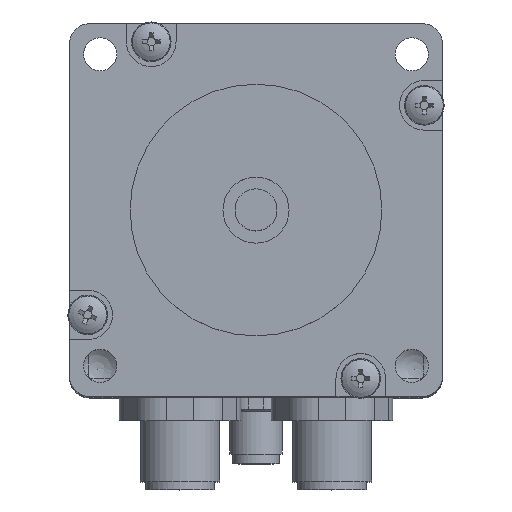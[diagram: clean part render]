
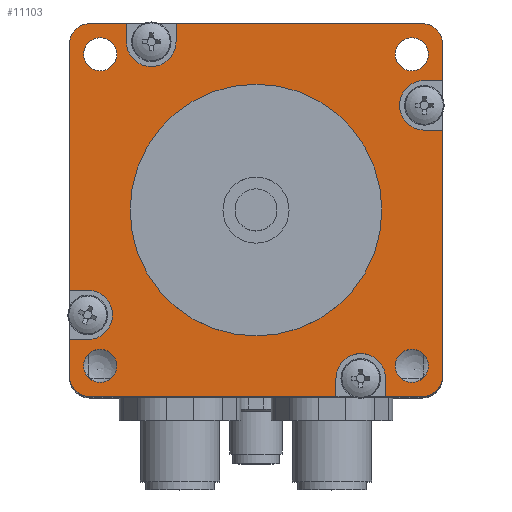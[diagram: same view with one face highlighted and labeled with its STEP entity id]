
A CAD part, top view. The second image highlights one B-rep face of the part: STEP entity #11103.
In plain terms, the highlighted planar face has unit normal (0, 0, 1).
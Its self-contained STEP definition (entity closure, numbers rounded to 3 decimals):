
#286=LINE('',#16887,#1054);
#290=LINE('',#16899,#1058);
#295=LINE('',#16910,#1063);
#299=LINE('',#16922,#1067);
#304=LINE('',#16933,#1072);
#308=LINE('',#16945,#1076);
#311=LINE('',#16951,#1079);
#312=LINE('',#16955,#1080);
#313=LINE('',#16957,#1081);
#314=LINE('',#16961,#1082);
#315=LINE('',#16963,#1083);
#316=LINE('',#16966,#1084);
#317=LINE('',#16968,#1085);
#318=LINE('',#16971,#1086);
#319=LINE('',#16973,#1087);
#320=LINE('',#16976,#1088);
#1054=VECTOR('',#13268,10.);
#1058=VECTOR('',#13280,10.);
#1063=VECTOR('',#13289,10.);
#1067=VECTOR('',#13301,10.);
#1072=VECTOR('',#13310,10.);
#1076=VECTOR('',#13322,10.);
#1079=VECTOR('',#13329,10.);
#1080=VECTOR('',#13332,10.);
#1081=VECTOR('',#13333,10.);
#1082=VECTOR('',#13336,10.);
#1083=VECTOR('',#13337,10.);
#1084=VECTOR('',#13340,10.);
#1085=VECTOR('',#13341,10.);
#1086=VECTOR('',#13344,10.);
#1087=VECTOR('',#13345,10.);
#1088=VECTOR('',#13348,10.);
#1830=PLANE('',#11834);
#2151=FACE_BOUND('',#3125,.T.);
#2152=FACE_BOUND('',#3126,.T.);
#2153=FACE_BOUND('',#3127,.T.);
#2154=FACE_BOUND('',#3128,.T.);
#2155=FACE_BOUND('',#3129,.T.);
#2425=FACE_OUTER_BOUND('',#3124,.T.);
#3124=EDGE_LOOP('',(#7484,#7485,#7486,#7487,#7488,#7489,#7490,#7491,#7492,
#7493,#7494,#7495,#7496,#7497,#7498,#7499,#7500,#7501,#7502,#7503,#7504,
#7505,#7506,#7507));
#3125=EDGE_LOOP('',(#7508));
#3126=EDGE_LOOP('',(#7509));
#3127=EDGE_LOOP('',(#7510));
#3128=EDGE_LOOP('',(#7511));
#3129=EDGE_LOOP('',(#7512));
#4062=CIRCLE('',#11819,3.75);
#4064=CIRCLE('',#11825,3.75);
#4066=CIRCLE('',#11831,3.75);
#4067=CIRCLE('',#11835,3.);
#4068=CIRCLE('',#11836,3.75);
#4069=CIRCLE('',#11837,3.);
#4070=CIRCLE('',#11838,3.);
#4071=CIRCLE('',#11839,3.);
#4072=CIRCLE('',#11840,2.5);
#4073=CIRCLE('',#11841,2.5);
#4074=CIRCLE('',#11842,2.5);
#4075=CIRCLE('',#11843,2.5);
#4076=CIRCLE('',#11844,19.05);
#4739=VERTEX_POINT('',#16884);
#4740=VERTEX_POINT('',#16886);
#4742=VERTEX_POINT('',#16892);
#4744=VERTEX_POINT('',#16898);
#4747=VERTEX_POINT('',#16907);
#4748=VERTEX_POINT('',#16909);
#4750=VERTEX_POINT('',#16915);
#4752=VERTEX_POINT('',#16921);
#4755=VERTEX_POINT('',#16930);
#4756=VERTEX_POINT('',#16932);
#4758=VERTEX_POINT('',#16938);
#4760=VERTEX_POINT('',#16944);
#4761=VERTEX_POINT('',#16950);
#4762=VERTEX_POINT('',#16952);
#4763=VERTEX_POINT('',#16954);
#4764=VERTEX_POINT('',#16956);
#4765=VERTEX_POINT('',#16958);
#4766=VERTEX_POINT('',#16960);
#4767=VERTEX_POINT('',#16962);
#4768=VERTEX_POINT('',#16964);
#4769=VERTEX_POINT('',#16967);
#4770=VERTEX_POINT('',#16969);
#4771=VERTEX_POINT('',#16972);
#4772=VERTEX_POINT('',#16974);
#4773=VERTEX_POINT('',#16977);
#4774=VERTEX_POINT('',#16979);
#4775=VERTEX_POINT('',#16981);
#4776=VERTEX_POINT('',#16983);
#4777=VERTEX_POINT('',#16985);
#5857=EDGE_CURVE('',#4740,#4739,#286,.T.);
#5860=EDGE_CURVE('',#4742,#4740,#4062,.T.);
#5863=EDGE_CURVE('',#4744,#4742,#290,.T.);
#5868=EDGE_CURVE('',#4748,#4747,#295,.T.);
#5871=EDGE_CURVE('',#4750,#4748,#4064,.T.);
#5874=EDGE_CURVE('',#4752,#4750,#299,.T.);
#5879=EDGE_CURVE('',#4756,#4755,#304,.T.);
#5882=EDGE_CURVE('',#4758,#4756,#4066,.T.);
#5885=EDGE_CURVE('',#4760,#4758,#308,.T.);
#5888=EDGE_CURVE('',#4761,#4739,#311,.T.);
#5889=EDGE_CURVE('',#4762,#4761,#4067,.T.);
#5890=EDGE_CURVE('',#4763,#4762,#312,.T.);
#5891=EDGE_CURVE('',#4763,#4764,#313,.T.);
#5892=EDGE_CURVE('',#4764,#4765,#4068,.T.);
#5893=EDGE_CURVE('',#4765,#4766,#314,.T.);
#5894=EDGE_CURVE('',#4767,#4766,#315,.T.);
#5895=EDGE_CURVE('',#4768,#4767,#4069,.T.);
#5896=EDGE_CURVE('',#4760,#4768,#316,.T.);
#5897=EDGE_CURVE('',#4769,#4755,#317,.T.);
#5898=EDGE_CURVE('',#4770,#4769,#4070,.T.);
#5899=EDGE_CURVE('',#4752,#4770,#318,.T.);
#5900=EDGE_CURVE('',#4771,#4747,#319,.T.);
#5901=EDGE_CURVE('',#4772,#4771,#4071,.T.);
#5902=EDGE_CURVE('',#4744,#4772,#320,.T.);
#5903=EDGE_CURVE('',#4773,#4773,#4072,.T.);
#5904=EDGE_CURVE('',#4774,#4774,#4073,.T.);
#5905=EDGE_CURVE('',#4775,#4775,#4074,.T.);
#5906=EDGE_CURVE('',#4776,#4776,#4075,.T.);
#5907=EDGE_CURVE('',#4777,#4777,#4076,.T.);
#7484=ORIENTED_EDGE('',*,*,#5863,.T.);
#7485=ORIENTED_EDGE('',*,*,#5860,.T.);
#7486=ORIENTED_EDGE('',*,*,#5857,.T.);
#7487=ORIENTED_EDGE('',*,*,#5888,.F.);
#7488=ORIENTED_EDGE('',*,*,#5889,.F.);
#7489=ORIENTED_EDGE('',*,*,#5890,.F.);
#7490=ORIENTED_EDGE('',*,*,#5891,.T.);
#7491=ORIENTED_EDGE('',*,*,#5892,.T.);
#7492=ORIENTED_EDGE('',*,*,#5893,.T.);
#7493=ORIENTED_EDGE('',*,*,#5894,.F.);
#7494=ORIENTED_EDGE('',*,*,#5895,.F.);
#7495=ORIENTED_EDGE('',*,*,#5896,.F.);
#7496=ORIENTED_EDGE('',*,*,#5885,.T.);
#7497=ORIENTED_EDGE('',*,*,#5882,.T.);
#7498=ORIENTED_EDGE('',*,*,#5879,.T.);
#7499=ORIENTED_EDGE('',*,*,#5897,.F.);
#7500=ORIENTED_EDGE('',*,*,#5898,.F.);
#7501=ORIENTED_EDGE('',*,*,#5899,.F.);
#7502=ORIENTED_EDGE('',*,*,#5874,.T.);
#7503=ORIENTED_EDGE('',*,*,#5871,.T.);
#7504=ORIENTED_EDGE('',*,*,#5868,.T.);
#7505=ORIENTED_EDGE('',*,*,#5900,.F.);
#7506=ORIENTED_EDGE('',*,*,#5901,.F.);
#7507=ORIENTED_EDGE('',*,*,#5902,.F.);
#7508=ORIENTED_EDGE('',*,*,#5903,.T.);
#7509=ORIENTED_EDGE('',*,*,#5904,.T.);
#7510=ORIENTED_EDGE('',*,*,#5905,.T.);
#7511=ORIENTED_EDGE('',*,*,#5906,.T.);
#7512=ORIENTED_EDGE('',*,*,#5907,.T.);
#11103=ADVANCED_FACE('',(#2425,#2151,#2152,#2153,#2154,#2155),#1830,.T.);
#11819=AXIS2_PLACEMENT_3D('',#16893,#13274,#13275);
#11825=AXIS2_PLACEMENT_3D('',#16916,#13295,#13296);
#11831=AXIS2_PLACEMENT_3D('',#16939,#13316,#13317);
#11834=AXIS2_PLACEMENT_3D('',#16949,#13327,#13328);
#11835=AXIS2_PLACEMENT_3D('',#16953,#13330,#13331);
#11836=AXIS2_PLACEMENT_3D('',#16959,#13334,#13335);
#11837=AXIS2_PLACEMENT_3D('',#16965,#13338,#13339);
#11838=AXIS2_PLACEMENT_3D('',#16970,#13342,#13343);
#11839=AXIS2_PLACEMENT_3D('',#16975,#13346,#13347);
#11840=AXIS2_PLACEMENT_3D('',#16978,#13349,#13350);
#11841=AXIS2_PLACEMENT_3D('',#16980,#13351,#13352);
#11842=AXIS2_PLACEMENT_3D('',#16982,#13353,#13354);
#11843=AXIS2_PLACEMENT_3D('',#16984,#13355,#13356);
#11844=AXIS2_PLACEMENT_3D('',#16986,#13357,#13358);
#13268=DIRECTION('',(-1.,0.,0.));
#13274=DIRECTION('center_axis',(0.,0.,-1.));
#13275=DIRECTION('ref_axis',(0.,-1.,0.));
#13280=DIRECTION('',(1.,0.,0.));
#13289=DIRECTION('',(0.,1.,0.));
#13295=DIRECTION('center_axis',(0.,0.,-1.));
#13296=DIRECTION('ref_axis',(-1.,0.,0.));
#13301=DIRECTION('',(0.,-1.,0.));
#13310=DIRECTION('',(1.,0.,0.));
#13316=DIRECTION('center_axis',(0.,0.,-1.));
#13317=DIRECTION('ref_axis',(0.,1.,0.));
#13322=DIRECTION('',(-1.,0.,0.));
#13327=DIRECTION('center_axis',(0.,0.,1.));
#13328=DIRECTION('ref_axis',(1.,0.,0.));
#13329=DIRECTION('',(0.,1.,0.));
#13330=DIRECTION('center_axis',(0.,0.,-1.));
#13331=DIRECTION('ref_axis',(-0.707,-0.707,0.));
#13332=DIRECTION('',(-1.,0.,0.));
#13333=DIRECTION('',(0.,1.,0.));
#13334=DIRECTION('center_axis',(0.,0.,-1.));
#13335=DIRECTION('ref_axis',(1.,0.,0.));
#13336=DIRECTION('',(0.,-1.,0.));
#13337=DIRECTION('',(-1.,0.,0.));
#13338=DIRECTION('center_axis',(0.,0.,-1.));
#13339=DIRECTION('ref_axis',(0.707,-0.707,0.));
#13340=DIRECTION('',(0.,-1.,0.));
#13341=DIRECTION('',(0.,-1.,0.));
#13342=DIRECTION('center_axis',(0.,0.,-1.));
#13343=DIRECTION('ref_axis',(0.707,0.707,0.));
#13344=DIRECTION('',(1.,0.,0.));
#13345=DIRECTION('',(1.,0.,0.));
#13346=DIRECTION('center_axis',(0.,0.,-1.));
#13347=DIRECTION('ref_axis',(-0.707,0.707,0.));
#13348=DIRECTION('',(0.,1.,0.));
#13349=DIRECTION('center_axis',(0.,0.,-1.));
#13350=DIRECTION('ref_axis',(1.,0.,0.));
#13351=DIRECTION('center_axis',(0.,0.,-1.));
#13352=DIRECTION('ref_axis',(1.,0.,0.));
#13353=DIRECTION('center_axis',(0.,0.,-1.));
#13354=DIRECTION('ref_axis',(1.,0.,0.));
#13355=DIRECTION('center_axis',(0.,0.,-1.));
#13356=DIRECTION('ref_axis',(1.,0.,0.));
#13357=DIRECTION('center_axis',(0.,0.,-1.));
#13358=DIRECTION('ref_axis',(-1.,0.,0.));
#16884=CARTESIAN_POINT('',(-28.2,-19.603,11.));
#16886=CARTESIAN_POINT('',(-25.469,-19.603,11.));
#16887=CARTESIAN_POINT('',(-14.1,-19.603,11.));
#16892=CARTESIAN_POINT('',(-25.469,-12.103,11.));
#16893=CARTESIAN_POINT('Origin',(-25.469,-15.853,11.));
#16898=CARTESIAN_POINT('',(-28.2,-12.103,11.));
#16899=CARTESIAN_POINT('',(-12.735,-12.103,11.));
#16907=CARTESIAN_POINT('',(-19.603,28.2,11.));
#16909=CARTESIAN_POINT('',(-19.603,25.469,11.));
#16910=CARTESIAN_POINT('',(-19.603,14.1,11.));
#16915=CARTESIAN_POINT('',(-12.103,25.469,11.));
#16916=CARTESIAN_POINT('Origin',(-15.853,25.469,11.));
#16921=CARTESIAN_POINT('',(-12.103,28.2,11.));
#16922=CARTESIAN_POINT('',(-12.103,12.735,11.));
#16930=CARTESIAN_POINT('',(28.2,19.603,11.));
#16932=CARTESIAN_POINT('',(25.469,19.603,11.));
#16933=CARTESIAN_POINT('',(14.1,19.603,11.));
#16938=CARTESIAN_POINT('',(25.469,12.103,11.));
#16939=CARTESIAN_POINT('Origin',(25.469,15.853,11.));
#16944=CARTESIAN_POINT('',(28.2,12.103,11.));
#16945=CARTESIAN_POINT('',(12.735,12.103,11.));
#16949=CARTESIAN_POINT('Origin',(0.,0.,11.));
#16950=CARTESIAN_POINT('',(-28.2,-25.2,11.));
#16951=CARTESIAN_POINT('',(-28.2,-28.2,11.));
#16952=CARTESIAN_POINT('',(-25.2,-28.2,11.));
#16953=CARTESIAN_POINT('Origin',(-25.2,-25.2,11.));
#16954=CARTESIAN_POINT('',(12.103,-28.2,11.));
#16955=CARTESIAN_POINT('',(28.2,-28.2,11.));
#16956=CARTESIAN_POINT('',(12.103,-25.469,11.));
#16957=CARTESIAN_POINT('',(12.103,-12.735,11.));
#16958=CARTESIAN_POINT('',(19.603,-25.469,11.));
#16959=CARTESIAN_POINT('Origin',(15.853,-25.469,11.));
#16960=CARTESIAN_POINT('',(19.603,-28.2,11.));
#16961=CARTESIAN_POINT('',(19.603,-14.1,11.));
#16962=CARTESIAN_POINT('',(25.2,-28.2,11.));
#16963=CARTESIAN_POINT('',(28.2,-28.2,11.));
#16964=CARTESIAN_POINT('',(28.2,-25.2,11.));
#16965=CARTESIAN_POINT('Origin',(25.2,-25.2,11.));
#16966=CARTESIAN_POINT('',(28.2,28.2,11.));
#16967=CARTESIAN_POINT('',(28.2,25.2,11.));
#16968=CARTESIAN_POINT('',(28.2,28.2,11.));
#16969=CARTESIAN_POINT('',(25.2,28.2,11.));
#16970=CARTESIAN_POINT('Origin',(25.2,25.2,11.));
#16971=CARTESIAN_POINT('',(-28.2,28.2,11.));
#16972=CARTESIAN_POINT('',(-25.2,28.2,11.));
#16973=CARTESIAN_POINT('',(-28.2,28.2,11.));
#16974=CARTESIAN_POINT('',(-28.2,25.2,11.));
#16975=CARTESIAN_POINT('Origin',(-25.2,25.2,11.));
#16976=CARTESIAN_POINT('',(-28.2,-28.2,11.));
#16977=CARTESIAN_POINT('',(26.07,-23.57,11.));
#16978=CARTESIAN_POINT('Origin',(23.57,-23.57,11.));
#16979=CARTESIAN_POINT('',(26.07,23.57,11.));
#16980=CARTESIAN_POINT('Origin',(23.57,23.57,11.));
#16981=CARTESIAN_POINT('',(-21.07,-23.57,11.));
#16982=CARTESIAN_POINT('Origin',(-23.57,-23.57,11.));
#16983=CARTESIAN_POINT('',(-21.07,23.57,11.));
#16984=CARTESIAN_POINT('Origin',(-23.57,23.57,11.));
#16985=CARTESIAN_POINT('',(19.05,0.,11.));
#16986=CARTESIAN_POINT('Origin',(0.,0.,11.));
